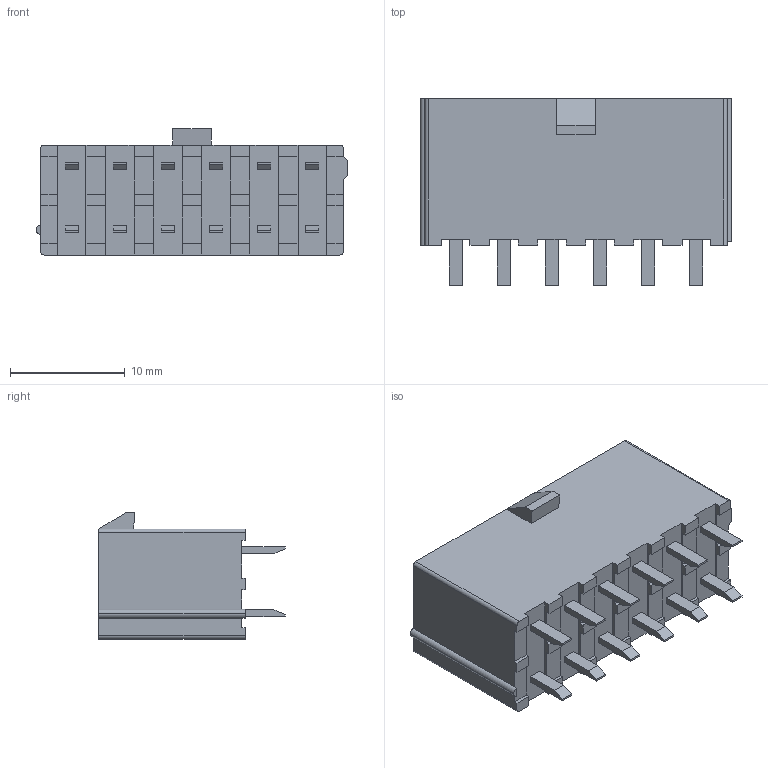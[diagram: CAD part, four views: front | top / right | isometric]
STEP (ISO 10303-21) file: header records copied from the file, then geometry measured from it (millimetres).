
FILE_DESCRIPTION(('STEP AP214'),'1');
FILE_NAME('39-28-1123.stp','2017-04-14T10:21:06',('TraceParts'),('TraceParts S.A.'),'Spatial InterOp 3D',' ',' ');
FILE_SCHEMA(('automotive_design'));
Length unit declared in the file: millimetre
Products named in the file (2): 39-28-1123_1; 1
Bounding box: 27.2 x 16.3 x 11 mm (x, y, z)
Volume: 1988.4 mm3; surface area: 3413.2 mm2
Topology: 1 solids, 1 shells, 308 faces, 829 edges, 583 vertices
Faces by surface type: plane 302, cylinder 6
Entity records: 9486 total; most frequent: CARTESIAN_POINT 1674, ORIENTED_EDGE 1610, DIRECTION 1485, EDGE_CURVE 805, LINE 793, VECTOR 793, VERTEX_POINT 535, AXIS2_PLACEMENT_3D 346
